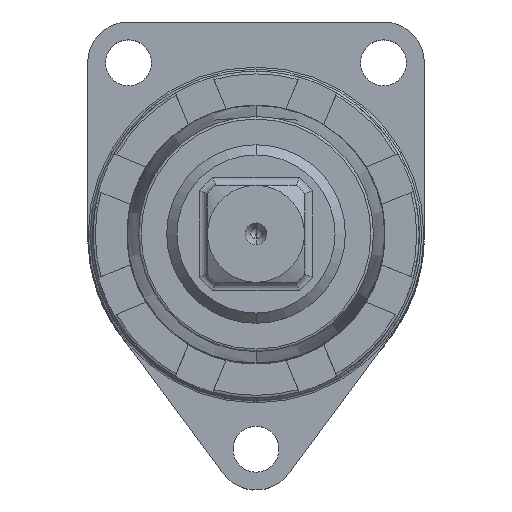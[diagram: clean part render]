
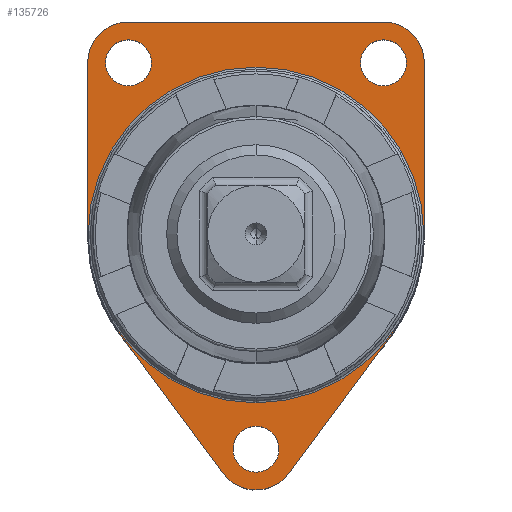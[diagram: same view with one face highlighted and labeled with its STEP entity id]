
A CAD part, top view. The second image highlights one B-rep face of the part: STEP entity #135726.
In plain terms, the highlighted planar face has unit normal (0, 0, 1).
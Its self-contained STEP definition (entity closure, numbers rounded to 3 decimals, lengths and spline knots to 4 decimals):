
#88321=DIRECTION('',(0.,-1.,0.));
#88322=VECTOR('',#88321,1.3287);
#88323=CARTESIAN_POINT('',(-1.2992,1.3287,
21.7362));
#88324=LINE('',#88323,#88322);
#88325=CARTESIAN_POINT('',(-0.9843,1.3287,
21.7362));
#88326=DIRECTION('',(0.,0.,1.));
#88327=DIRECTION('',(0.,1.,0.));
#88328=AXIS2_PLACEMENT_3D('',#88325,#88326,#88327);
#88330=DIRECTION('',(-1.,0.,0.));
#88331=VECTOR('',#88330,1.9685);
#88332=CARTESIAN_POINT('',(0.9843,1.6437,
21.7362));
#88333=LINE('',#88332,#88331);
#88334=CARTESIAN_POINT('',(0.9843,1.3287,
21.7362));
#88335=DIRECTION('',(0.,0.,1.));
#88336=DIRECTION('',(1.,0.,0.));
#88337=AXIS2_PLACEMENT_3D('',#88334,#88335,#88336);
#88339=DIRECTION('',(0.,1.,0.));
#88340=VECTOR('',#88339,1.3287);
#88341=CARTESIAN_POINT('',(1.2992,0.,
21.7362));
#88342=LINE('',#88341,#88340);
#88343=CARTESIAN_POINT('',(0.,0.,21.7362));
#88344=DIRECTION('',(0.,0.,1.));
#88345=DIRECTION('',(0.804,-0.595,0.));
#88346=AXIS2_PLACEMENT_3D('',#88343,#88344,#88345);
#88348=DIRECTION('',(0.595,0.804,0.));
#88349=VECTOR('',#88348,1.3287);
#88350=CARTESIAN_POINT('',(0.2531,-1.841,
21.7362));
#88351=LINE('',#88350,#88349);
#88352=CARTESIAN_POINT('',(0.,-1.6535,21.7362));
#88353=DIRECTION('',(0.,0.,1.));
#88354=DIRECTION('',(-0.804,-0.595,0.));
#88355=AXIS2_PLACEMENT_3D('',#88352,#88353,#88354);
#88357=DIRECTION('',(0.595,-0.804,0.));
#88358=VECTOR('',#88357,1.3287);
#88359=CARTESIAN_POINT('',(-1.044,-0.7733,
21.7362));
#88360=LINE('',#88359,#88358);
#88361=CARTESIAN_POINT('',(0.,0.,21.7362));
#88362=DIRECTION('',(0.,0.,1.));
#88363=DIRECTION('',(-1.,0.,0.));
#88364=AXIS2_PLACEMENT_3D('',#88361,#88362,#88363);
#88366=CARTESIAN_POINT('',(-0.9843,1.3287,
21.7362));
#88367=DIRECTION('',(0.,0.,1.));
#88368=DIRECTION('',(-1.,0.,0.));
#88369=AXIS2_PLACEMENT_3D('',#88366,#88367,#88368);
#88371=CARTESIAN_POINT('',(-0.9843,1.3287,
21.7362));
#88372=DIRECTION('',(0.,0.,1.));
#88373=DIRECTION('',(1.,0.,0.));
#88374=AXIS2_PLACEMENT_3D('',#88371,#88372,#88373);
#88376=CARTESIAN_POINT('',(0.,-1.6535,21.7362));
#88377=DIRECTION('',(0.,0.,1.));
#88378=DIRECTION('',(-1.,0.,0.));
#88379=AXIS2_PLACEMENT_3D('',#88376,#88377,#88378);
#88381=CARTESIAN_POINT('',(0.,-1.6535,21.7362));
#88382=DIRECTION('',(0.,0.,1.));
#88383=DIRECTION('',(1.,0.,0.));
#88384=AXIS2_PLACEMENT_3D('',#88381,#88382,#88383);
#88386=CARTESIAN_POINT('',(0.9843,1.3287,
21.7362));
#88387=DIRECTION('',(0.,0.,1.));
#88388=DIRECTION('',(-1.,0.,0.));
#88389=AXIS2_PLACEMENT_3D('',#88386,#88387,#88388);
#88391=CARTESIAN_POINT('',(0.9843,1.3287,
21.7362));
#88392=DIRECTION('',(0.,0.,1.));
#88393=DIRECTION('',(1.,0.,0.));
#88394=AXIS2_PLACEMENT_3D('',#88391,#88392,#88393);
#88396=CARTESIAN_POINT('',(0.,0.,21.7362));
#88397=DIRECTION('',(0.,0.,-1.));
#88398=DIRECTION('',(0.,1.,0.));
#88399=AXIS2_PLACEMENT_3D('',#88396,#88397,#88398);
#88401=CARTESIAN_POINT('',(0.,0.,21.7362));
#88402=DIRECTION('',(0.,0.,-1.));
#88403=DIRECTION('',(0.,-1.,0.));
#88404=AXIS2_PLACEMENT_3D('',#88401,#88402,#88403);
#132290=CARTESIAN_POINT('',(-0.9843,1.6437,
21.7362));
#132291=CARTESIAN_POINT('',(-1.2992,1.3287,
21.7362));
#132292=VERTEX_POINT('',#132290);
#132293=VERTEX_POINT('',#132291);
#132294=CARTESIAN_POINT('',(-1.2992,0.,21.7362));
#132295=VERTEX_POINT('',#132294);
#132296=CARTESIAN_POINT('',(-1.044,-0.7733,
21.7362));
#132297=VERTEX_POINT('',#132296);
#132298=CARTESIAN_POINT('',(-0.2531,-1.841,
21.7362));
#132299=VERTEX_POINT('',#132298);
#132300=CARTESIAN_POINT('',(0.2531,-1.841,
21.7362));
#132301=VERTEX_POINT('',#132300);
#132302=CARTESIAN_POINT('',(1.044,-0.7733,
21.7362));
#132303=VERTEX_POINT('',#132302);
#132304=CARTESIAN_POINT('',(1.2992,0.,
21.7362));
#132305=VERTEX_POINT('',#132304);
#132322=CARTESIAN_POINT('',(-1.1614,1.3287,
21.7362));
#132323=CARTESIAN_POINT('',(-0.8071,1.3287,
21.7362));
#132324=VERTEX_POINT('',#132322);
#132325=VERTEX_POINT('',#132323);
#132330=CARTESIAN_POINT('',(-0.1772,-1.6535,
21.7362));
#132331=CARTESIAN_POINT('',(0.1772,-1.6535,
21.7362));
#132332=VERTEX_POINT('',#132330);
#132333=VERTEX_POINT('',#132331);
#132342=CARTESIAN_POINT('',(0.,1.2953,21.7362));
#132343=CARTESIAN_POINT('',(0.,-1.2953,21.7362));
#132344=VERTEX_POINT('',#132342);
#132345=VERTEX_POINT('',#132343);
#132350=CARTESIAN_POINT('',(1.2992,1.3287,
21.7362));
#132351=VERTEX_POINT('',#132350);
#132352=CARTESIAN_POINT('',(0.9843,1.6437,
21.7362));
#132353=VERTEX_POINT('',#132352);
#132358=CARTESIAN_POINT('',(0.8071,1.3287,
21.7362));
#132359=CARTESIAN_POINT('',(1.1614,1.3287,
21.7362));
#132360=VERTEX_POINT('',#132358);
#132361=VERTEX_POINT('',#132359);
#135676=CARTESIAN_POINT('',(0.,0.,21.7362));
#135677=DIRECTION('',(0.,0.,1.));
#135678=DIRECTION('',(1.,0.,0.));
#135679=AXIS2_PLACEMENT_3D('',#135676,#135677,#135678);
#135680=PLANE('',#135679);
#135681=ORIENTED_EDGE('',*,*,#135659,.F.);
#135683=ORIENTED_EDGE('',*,*,#135682,.F.);
#135685=ORIENTED_EDGE('',*,*,#135684,.F.);
#135687=ORIENTED_EDGE('',*,*,#135686,.F.);
#135689=ORIENTED_EDGE('',*,*,#135688,.F.);
#135691=ORIENTED_EDGE('',*,*,#135690,.F.);
#135693=ORIENTED_EDGE('',*,*,#135692,.F.);
#135695=ORIENTED_EDGE('',*,*,#135694,.F.);
#135697=ORIENTED_EDGE('',*,*,#135696,.F.);
#135699=ORIENTED_EDGE('',*,*,#135698,.F.);
#135700=EDGE_LOOP('',(#135681,#135683,#135685,#135687,#135689,#135691,#135693,
#135695,#135697,#135699));
#135701=FACE_OUTER_BOUND('',#135700,.F.);
#135703=ORIENTED_EDGE('',*,*,#135702,.T.);
#135705=ORIENTED_EDGE('',*,*,#135704,.T.);
#135706=EDGE_LOOP('',(#135703,#135705));
#135707=FACE_BOUND('',#135706,.F.);
#135709=ORIENTED_EDGE('',*,*,#135708,.T.);
#135711=ORIENTED_EDGE('',*,*,#135710,.T.);
#135712=EDGE_LOOP('',(#135709,#135711));
#135713=FACE_BOUND('',#135712,.F.);
#135715=ORIENTED_EDGE('',*,*,#135714,.T.);
#135717=ORIENTED_EDGE('',*,*,#135716,.T.);
#135718=EDGE_LOOP('',(#135715,#135717));
#135719=FACE_BOUND('',#135718,.F.);
#135721=ORIENTED_EDGE('',*,*,#135720,.F.);
#135723=ORIENTED_EDGE('',*,*,#135722,.F.);
#135724=EDGE_LOOP('',(#135721,#135723));
#135725=FACE_BOUND('',#135724,.F.);
#88329=CIRCLE('',#88328,0.315);
#88338=CIRCLE('',#88337,0.315);
#88347=CIRCLE('',#88346,1.2992);
#88356=CIRCLE('',#88355,0.315);
#88365=CIRCLE('',#88364,1.2992);
#88370=CIRCLE('',#88369,0.1772);
#88375=CIRCLE('',#88374,0.1772);
#88380=CIRCLE('',#88379,0.1772);
#88385=CIRCLE('',#88384,0.1772);
#88390=CIRCLE('',#88389,0.1772);
#88395=CIRCLE('',#88394,0.1772);
#88400=CIRCLE('',#88399,1.2953);
#88405=CIRCLE('',#88404,1.2953);
#135659=EDGE_CURVE('',#132293,#132295,#88324,.T.);
#135682=EDGE_CURVE('',#132292,#132293,#88329,.T.);
#135684=EDGE_CURVE('',#132353,#132292,#88333,.T.);
#135686=EDGE_CURVE('',#132351,#132353,#88338,.T.);
#135688=EDGE_CURVE('',#132305,#132351,#88342,.T.);
#135690=EDGE_CURVE('',#132303,#132305,#88347,.T.);
#135692=EDGE_CURVE('',#132301,#132303,#88351,.T.);
#135694=EDGE_CURVE('',#132299,#132301,#88356,.T.);
#135696=EDGE_CURVE('',#132297,#132299,#88360,.T.);
#135698=EDGE_CURVE('',#132295,#132297,#88365,.T.);
#135702=EDGE_CURVE('',#132324,#132325,#88370,.T.);
#135704=EDGE_CURVE('',#132325,#132324,#88375,.T.);
#135708=EDGE_CURVE('',#132332,#132333,#88380,.T.);
#135710=EDGE_CURVE('',#132333,#132332,#88385,.T.);
#135714=EDGE_CURVE('',#132360,#132361,#88390,.T.);
#135716=EDGE_CURVE('',#132361,#132360,#88395,.T.);
#135720=EDGE_CURVE('',#132344,#132345,#88400,.T.);
#135722=EDGE_CURVE('',#132345,#132344,#88405,.T.);
#135726=ADVANCED_FACE('',(#135701,#135707,#135713,#135719,#135725),#135680,.T.);
